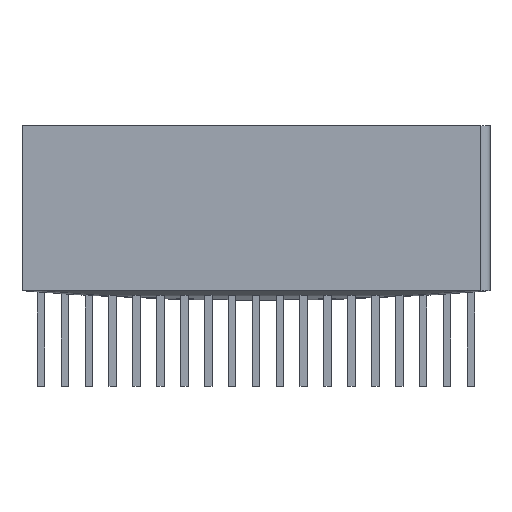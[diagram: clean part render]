
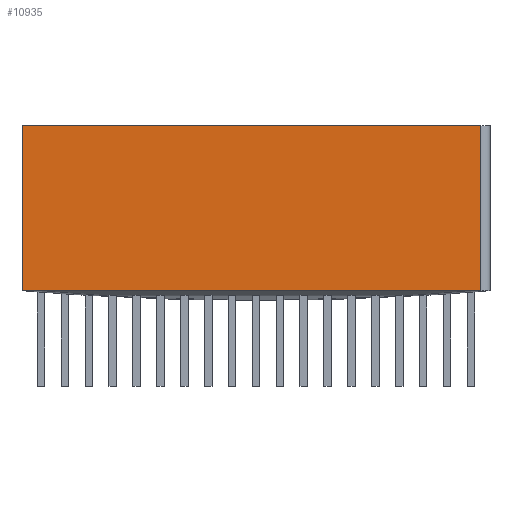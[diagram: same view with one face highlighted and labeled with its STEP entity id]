
A CAD part, front view. The second image highlights one B-rep face of the part: STEP entity #10935.
In plain terms, the highlighted planar face has unit normal (0, -1, 0).
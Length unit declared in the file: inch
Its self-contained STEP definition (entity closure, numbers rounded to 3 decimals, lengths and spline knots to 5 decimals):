
#978 = CARTESIAN_POINT ( 'NONE',  ( 0.235, -0.035, 0.0865 ) ) ;
#1093 = VERTEX_POINT ( 'NONE', #12352 ) ;
#1219 = CARTESIAN_POINT ( 'NONE',  ( -0.245, -0.035, 0.0865 ) ) ;
#1357 = EDGE_CURVE ( 'NONE', #1093, #2219, #8237, .T. ) ;
#1647 = LINE ( 'NONE', #10138, #17450 ) ;
#2219 = VERTEX_POINT ( 'NONE', #1219 ) ;
#3692 = EDGE_CURVE ( 'NONE', #2219, #13517, #6916, .T. ) ;
#3704 = DIRECTION ( 'NONE',  ( 0., 0., 1. ) ) ;
#3768 = CARTESIAN_POINT ( 'NONE',  ( 0.235, -0.035, -0.0865 ) ) ;
#4170 = VECTOR ( 'NONE', #3704, 39.37008 ) ;
#4175 = ORIENTED_EDGE ( 'NONE', *, *, #9535, .T. ) ;
#4252 = FACE_OUTER_BOUND ( 'NONE', #15621, .T. ) ;
#6916 = LINE ( 'NONE', #18973, #14548 ) ;
#7128 = ORIENTED_EDGE ( 'NONE', *, *, #9037, .F. ) ;
#7146 = PLANE ( 'NONE',  #8870 ) ;
#7287 = CARTESIAN_POINT ( 'NONE',  ( 0.235, -0.035, 0.0865 ) ) ;
#8237 = LINE ( 'NONE', #8257, #4170 ) ;
#8257 = CARTESIAN_POINT ( 'NONE',  ( -0.245, -0.035, -0.0865 ) ) ;
#8655 = CARTESIAN_POINT ( 'NONE',  ( -0.37, -0.035, -0.0865 ) ) ;
#8780 = VECTOR ( 'NONE', #8822, 39.37008 ) ;
#8822 = DIRECTION ( 'NONE',  ( 0., 0., 1. ) ) ;
#8870 = AXIS2_PLACEMENT_3D ( 'NONE', #8655, #19406, #10188 ) ;
#9037 = EDGE_CURVE ( 'NONE', #18136, #1093, #1647, .T. ) ;
#9535 = EDGE_CURVE ( 'NONE', #18136, #13517, #13339, .T. ) ;
#10138 = CARTESIAN_POINT ( 'NONE',  ( -0.37, -0.035, -0.0865 ) ) ;
#10188 = DIRECTION ( 'NONE',  ( 0., 0., -1. ) ) ;
#10935 = ADVANCED_FACE ( 'NONE', ( #4252 ), #7146, .T. ) ;
#11862 = ORIENTED_EDGE ( 'NONE', *, *, #3692, .F. ) ;
#12352 = CARTESIAN_POINT ( 'NONE',  ( -0.245, -0.035, -0.0865 ) ) ;
#13339 = LINE ( 'NONE', #7287, #8780 ) ;
#13517 = VERTEX_POINT ( 'NONE', #978 ) ;
#14548 = VECTOR ( 'NONE', #15044, 39.37008 ) ;
#15044 = DIRECTION ( 'NONE',  ( 1., 0., 0. ) ) ;
#15409 = ORIENTED_EDGE ( 'NONE', *, *, #1357, .F. ) ;
#15621 = EDGE_LOOP ( 'NONE', ( #15409, #7128, #4175, #11862 ) ) ;
#17450 = VECTOR ( 'NONE', #19283, 39.37008 ) ;
#18136 = VERTEX_POINT ( 'NONE', #3768 ) ;
#18973 = CARTESIAN_POINT ( 'NONE',  ( -0.37, -0.035, 0.0865 ) ) ;
#19283 = DIRECTION ( 'NONE',  ( -1., 0., 0. ) ) ;
#19406 = DIRECTION ( 'NONE',  ( 0., -1., 0. ) ) ;
